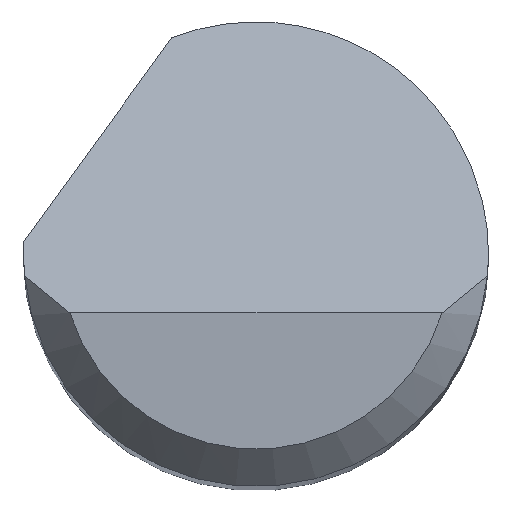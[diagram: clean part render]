
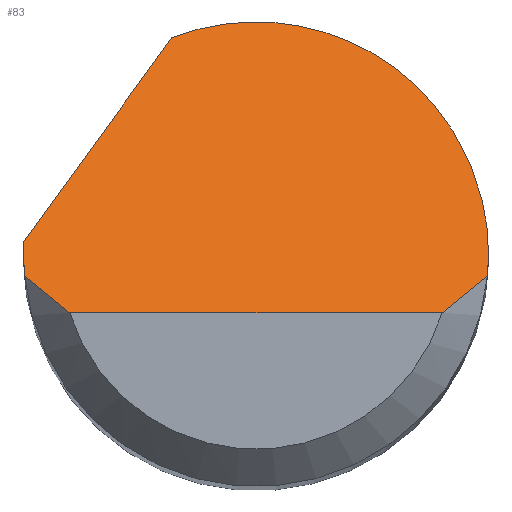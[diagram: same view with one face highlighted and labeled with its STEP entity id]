
A CAD part, top view. The second image highlights one B-rep face of the part: STEP entity #83.
In plain terms, the highlighted planar face has unit normal (0, 0.707, 0.707).
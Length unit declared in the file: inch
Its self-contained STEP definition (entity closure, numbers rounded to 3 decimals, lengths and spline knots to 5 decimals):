
#2 =( BOUNDED_CURVE ( )  B_SPLINE_CURVE ( 3, ( #627, #35, #501, #304 ),
 .UNSPECIFIED., .F., .F. ) 
 B_SPLINE_CURVE_WITH_KNOTS ( ( 4, 4 ),
 ( 4.71239, 4.76575 ),
 .UNSPECIFIED. ) 
 CURVE ( )  GEOMETRIC_REPRESENTATION_ITEM ( )  RATIONAL_B_SPLINE_CURVE ( ( 1., 1., 1., 1. ) ) 
 REPRESENTATION_ITEM ( '' )  );
#7 = B_SPLINE_CURVE_WITH_KNOTS ( 'NONE', 3,
 ( #363, #508, #758, #626 ),
 .UNSPECIFIED., .F., .F.,
 ( 4, 4 ),
 ( 0., 0.00071 ),
 .UNSPECIFIED. ) ;
#35 = CARTESIAN_POINT ( 'NONE',  ( -0.09375, 0.00167, 1.47458 ) ) ;
#53 = ORIENTED_EDGE ( 'NONE', *, *, #146, .F. ) ;
#54 = EDGE_CURVE ( 'NONE', #788, #704, #811, .T. ) ;
#59 = VERTEX_POINT ( 'NONE', #396 ) ;
#71 = PLANE ( 'NONE',  #375 ) ;
#77 = CARTESIAN_POINT ( 'NONE',  ( -0.09334, -0.00875, 1.485 ) ) ;
#81 = VERTEX_POINT ( 'NONE', #263 ) ;
#83 = ADVANCED_FACE ( 'NONE', ( #713 ), #71, .F. ) ;
#89 = DIRECTION ( 'NONE',  ( 1., 0., 0. ) ) ;
#97 = CARTESIAN_POINT ( 'NONE',  ( 0.07508, -0.02375, 1.5 ) ) ;
#99 = VECTOR ( 'NONE', #89, 39.37008 ) ;
#122 = CARTESIAN_POINT ( 'NONE',  ( 0.03379, 0.11369, 1.36256 ) ) ;
#126 =( BOUNDED_CURVE ( )  B_SPLINE_CURVE ( 3, ( #201, #122, #727, #138 ),
 .UNSPECIFIED., .F., .F. ) 
 B_SPLINE_CURVE_WITH_KNOTS ( ( 4, 4 ),
 ( 5.91277, 7.85398 ),
 .UNSPECIFIED. ) 
 CURVE ( )  GEOMETRIC_REPRESENTATION_ITEM ( )  RATIONAL_B_SPLINE_CURVE ( ( 1., 0.71, 0.71, 1. ) ) 
 REPRESENTATION_ITEM ( '' )  );
#138 = CARTESIAN_POINT ( 'NONE',  ( 0.09375, 0., 1.47625 ) ) ;
#146 = EDGE_CURVE ( 'NONE', #294, #515, #837, .T. ) ;
#179 = ORIENTED_EDGE ( 'NONE', *, *, #828, .T. ) ;
#183 = ORIENTED_EDGE ( 'NONE', *, *, #54, .F. ) ;
#194 = CARTESIAN_POINT ( 'NONE',  ( -0.09361, -0.00584, 1.48209 ) ) ;
#201 = CARTESIAN_POINT ( 'NONE',  ( -0.03394, 0.08739, 1.38886 ) ) ;
#212 = CARTESIAN_POINT ( 'NONE',  ( 0.09334, -0.00875, 1.485 ) ) ;
#255 = ORIENTED_EDGE ( 'NONE', *, *, #311, .F. ) ;
#263 = CARTESIAN_POINT ( 'NONE',  ( 0.07508, -0.02375, 1.5 ) ) ;
#284 = CARTESIAN_POINT ( 'NONE',  ( 0., -0.02375, 1.5 ) ) ;
#294 = VERTEX_POINT ( 'NONE', #406 ) ;
#304 = CARTESIAN_POINT ( 'NONE',  ( -0.09362, 0.005, 1.47125 ) ) ;
#305 = ORIENTED_EDGE ( 'NONE', *, *, #753, .T. ) ;
#311 = EDGE_CURVE ( 'NONE', #59, #788, #126, .T. ) ;
#327 = CARTESIAN_POINT ( 'NONE',  ( 0.09334, -0.00875, 1.485 ) ) ;
#337 = CARTESIAN_POINT ( 'NONE',  ( -0.09375, -0.02375, 1.5 ) ) ;
#347 = EDGE_CURVE ( 'NONE', #81, #704, #436, .T. ) ;
#350 = CARTESIAN_POINT ( 'NONE',  ( 0.09375, 0., 1.47625 ) ) ;
#363 = CARTESIAN_POINT ( 'NONE',  ( -0.09334, -0.00875, 1.485 ) ) ;
#366 = CARTESIAN_POINT ( 'NONE',  ( 0.08761, -0.01397, 1.49022 ) ) ;
#375 = AXIS2_PLACEMENT_3D ( 'NONE', #337, #601, #465 ) ;
#396 = CARTESIAN_POINT ( 'NONE',  ( -0.03394, 0.08739, 1.38886 ) ) ;
#406 = CARTESIAN_POINT ( 'NONE',  ( -0.09334, -0.00875, 1.485 ) ) ;
#412 = VERTEX_POINT ( 'NONE', #813 ) ;
#418 = LINE ( 'NONE', #284, #99 ) ;
#434 = CARTESIAN_POINT ( 'NONE',  ( -0.07508, -0.02375, 1.5 ) ) ;
#436 = B_SPLINE_CURVE_WITH_KNOTS ( 'NONE', 3,
 ( #97, #483, #366, #212 ),
 .UNSPECIFIED., .F., .F.,
 ( 4, 4 ),
 ( 0., 0.00071 ),
 .UNSPECIFIED. ) ;
#444 = CARTESIAN_POINT ( 'NONE',  ( -0.09375, 0., 1.47625 ) ) ;
#454 = VECTOR ( 'NONE', #763, 39.37008 ) ;
#456 = CARTESIAN_POINT ( 'NONE',  ( -0.09375, -0.00292, 1.47917 ) ) ;
#465 = DIRECTION ( 'NONE',  ( 0., 0.707, -0.707 ) ) ;
#483 = CARTESIAN_POINT ( 'NONE',  ( 0.08157, -0.019, 1.49525 ) ) ;
#501 = CARTESIAN_POINT ( 'NONE',  ( -0.09371, 0.00333, 1.47292 ) ) ;
#507 = ORIENTED_EDGE ( 'NONE', *, *, #577, .F. ) ;
#508 = CARTESIAN_POINT ( 'NONE',  ( -0.08761, -0.01397, 1.49022 ) ) ;
#515 = VERTEX_POINT ( 'NONE', #444 ) ;
#521 = CARTESIAN_POINT ( 'NONE',  ( 0.09375, 0., 1.47625 ) ) ;
#571 = EDGE_CURVE ( 'NONE', #515, #412, #2, .T. ) ;
#576 = ORIENTED_EDGE ( 'NONE', *, *, #347, .T. ) ;
#577 = EDGE_CURVE ( 'NONE', #412, #59, #759, .T. ) ;
#579 = VERTEX_POINT ( 'NONE', #434 ) ;
#590 = CARTESIAN_POINT ( 'NONE',  ( 0.09375, -0.00292, 1.47917 ) ) ;
#601 = DIRECTION ( 'NONE',  ( 0., -0.707, -0.707 ) ) ;
#626 = CARTESIAN_POINT ( 'NONE',  ( -0.07508, -0.02375, 1.5 ) ) ;
#627 = CARTESIAN_POINT ( 'NONE',  ( -0.09375, 0., 1.47625 ) ) ;
#647 = EDGE_LOOP ( 'NONE', ( #179, #576, #183, #255, #507, #726, #53, #305 ) ) ;
#704 = VERTEX_POINT ( 'NONE', #327 ) ;
#713 = FACE_OUTER_BOUND ( 'NONE', #647, .T. ) ;
#719 = CARTESIAN_POINT ( 'NONE',  ( -0.09375, 0., 1.47625 ) ) ;
#724 = CARTESIAN_POINT ( 'NONE',  ( 0.09334, -0.00875, 1.485 ) ) ;
#726 = ORIENTED_EDGE ( 'NONE', *, *, #571, .F. ) ;
#727 = CARTESIAN_POINT ( 'NONE',  ( 0.09375, 0.07266, 1.40359 ) ) ;
#753 = EDGE_CURVE ( 'NONE', #294, #579, #7, .T. ) ;
#758 = CARTESIAN_POINT ( 'NONE',  ( -0.08157, -0.019, 1.49525 ) ) ;
#759 = LINE ( 'NONE', #831, #454 ) ;
#763 = DIRECTION ( 'NONE',  ( 0.456, 0.629, -0.629 ) ) ;
#788 = VERTEX_POINT ( 'NONE', #350 ) ;
#811 =( BOUNDED_CURVE ( )  B_SPLINE_CURVE ( 3, ( #521, #590, #861, #724 ),
 .UNSPECIFIED., .F., .F. ) 
 B_SPLINE_CURVE_WITH_KNOTS ( ( 4, 4 ),
 ( 1.5708, 1.66427 ),
 .UNSPECIFIED. ) 
 CURVE ( )  GEOMETRIC_REPRESENTATION_ITEM ( )  RATIONAL_B_SPLINE_CURVE ( ( 1., 0.999, 0.999, 1. ) ) 
 REPRESENTATION_ITEM ( '' )  );
#813 = CARTESIAN_POINT ( 'NONE',  ( -0.09362, 0.005, 1.47125 ) ) ;
#828 = EDGE_CURVE ( 'NONE', #579, #81, #418, .T. ) ;
#831 = CARTESIAN_POINT ( 'NONE',  ( -0.11014, -0.01781, 1.49406 ) ) ;
#837 =( BOUNDED_CURVE ( )  B_SPLINE_CURVE ( 3, ( #77, #194, #456, #719 ),
 .UNSPECIFIED., .F., .F. ) 
 B_SPLINE_CURVE_WITH_KNOTS ( ( 4, 4 ),
 ( 4.61892, 4.71239 ),
 .UNSPECIFIED. ) 
 CURVE ( )  GEOMETRIC_REPRESENTATION_ITEM ( )  RATIONAL_B_SPLINE_CURVE ( ( 1., 0.999, 0.999, 1. ) ) 
 REPRESENTATION_ITEM ( '' )  );
#861 = CARTESIAN_POINT ( 'NONE',  ( 0.09361, -0.00584, 1.48209 ) ) ;
